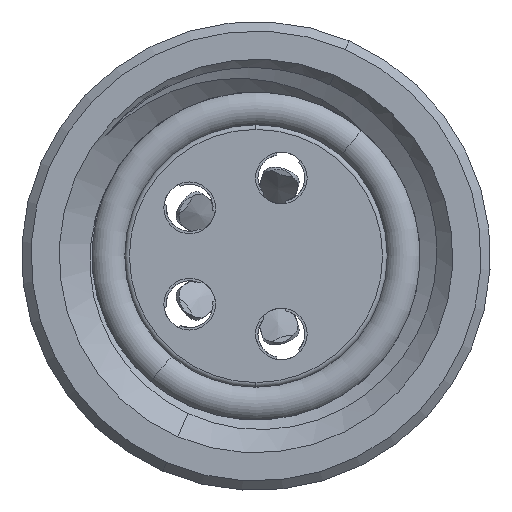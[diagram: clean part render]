
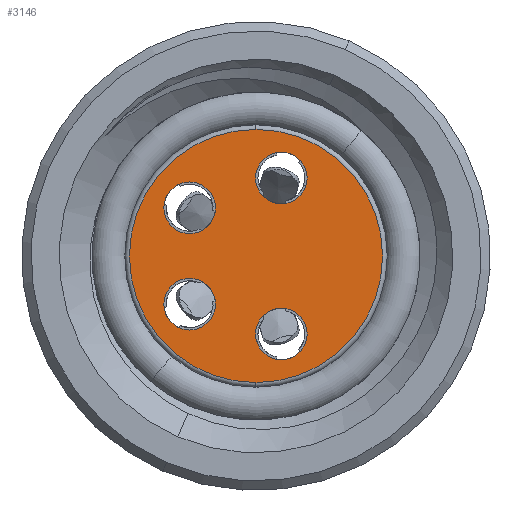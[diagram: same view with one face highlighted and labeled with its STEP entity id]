
A CAD part, left-side view. The second image highlights one B-rep face of the part: STEP entity #3146.
In plain terms, the highlighted planar face has unit normal (-1, 0, 0).
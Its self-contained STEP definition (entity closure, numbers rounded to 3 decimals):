
#86 = AXIS2_PLACEMENT_3D ( 'NONE', #2668, #922, #1457 ) ;
#97 = VERTEX_POINT ( 'NONE', #5473 ) ;
#124 = DIRECTION ( 'NONE',  ( 0., 0., 1. ) ) ;
#253 = CARTESIAN_POINT ( 'NONE',  ( -6., 1.416, 1.579 ) ) ;
#256 = DIRECTION ( 'NONE',  ( -1., 0., 0. ) ) ;
#313 = DIRECTION ( 'NONE',  ( 0., 0., 1. ) ) ;
#339 = DIRECTION ( 'NONE',  ( -1., 0., 0. ) ) ;
#348 = AXIS2_PLACEMENT_3D ( 'NONE', #5190, #1309, #2608 ) ;
#452 = DIRECTION ( 'NONE',  ( -1., 0., 0. ) ) ;
#519 = CARTESIAN_POINT ( 'NONE',  ( -6., 1.416, -1.029 ) ) ;
#529 = AXIS2_PLACEMENT_3D ( 'NONE', #1845, #2204, #3859 ) ;
#627 = ORIENTED_EDGE ( 'NONE', *, *, #5214, .F. ) ;
#661 = EDGE_CURVE ( 'NONE', #5258, #1475, #675, .T. ) ;
#675 = CIRCLE ( 'NONE', #1671, 0.55 ) ;
#693 = VERTEX_POINT ( 'NONE', #3171 ) ;
#787 = AXIS2_PLACEMENT_3D ( 'NONE', #519, #915, #124 ) ;
#821 = ORIENTED_EDGE ( 'NONE', *, *, #5381, .F. ) ;
#847 = CIRCLE ( 'NONE', #1479, 0.55 ) ;
#869 = CARTESIAN_POINT ( 'NONE',  ( -6., -0.541, -2.214 ) ) ;
#915 = DIRECTION ( 'NONE',  ( -1., 0., 0. ) ) ;
#922 = DIRECTION ( 'NONE',  ( -1., 0., 0. ) ) ;
#1009 = EDGE_LOOP ( 'NONE', ( #3264, #3123 ) ) ;
#1014 = VERTEX_POINT ( 'NONE', #5351 ) ;
#1042 = CARTESIAN_POINT ( 'NONE',  ( -6., -0.541, 1.664 ) ) ;
#1061 = CIRCLE ( 'NONE', #787, 0.55 ) ;
#1063 = FACE_BOUND ( 'NONE', #1009, .T. ) ;
#1197 = CARTESIAN_POINT ( 'NONE',  ( -6., -0.541, 1.114 ) ) ;
#1300 = ORIENTED_EDGE ( 'NONE', *, *, #4482, .F. ) ;
#1309 = DIRECTION ( 'NONE',  ( -1., 0., 0. ) ) ;
#1457 = DIRECTION ( 'NONE',  ( 0., 0., -1. ) ) ;
#1475 = VERTEX_POINT ( 'NONE', #1197 ) ;
#1479 = AXIS2_PLACEMENT_3D ( 'NONE', #1042, #4430, #2357 ) ;
#1521 = CIRCLE ( 'NONE', #348, 0.55 ) ;
#1611 = FACE_BOUND ( 'NONE', #3908, .T. ) ;
#1671 = AXIS2_PLACEMENT_3D ( 'NONE', #3648, #256, #313 ) ;
#1845 = CARTESIAN_POINT ( 'NONE',  ( -6., 1.416, -1.029 ) ) ;
#1979 = EDGE_LOOP ( 'NONE', ( #4773, #3923 ) ) ;
#2027 = DIRECTION ( 'NONE',  ( 0., 0., 1. ) ) ;
#2046 = DIRECTION ( 'NONE',  ( 0., 0., -1. ) ) ;
#2075 = CARTESIAN_POINT ( 'NONE',  ( -6., 0., 0. ) ) ;
#2155 = VERTEX_POINT ( 'NONE', #253 ) ;
#2180 = VERTEX_POINT ( 'NONE', #2728 ) ;
#2204 = DIRECTION ( 'NONE',  ( -1., 0., 0. ) ) ;
#2206 = EDGE_LOOP ( 'NONE', ( #1300, #3369 ) ) ;
#2316 = AXIS2_PLACEMENT_3D ( 'NONE', #3585, #4505, #4874 ) ;
#2323 = CIRCLE ( 'NONE', #86, 2.7 ) ;
#2357 = DIRECTION ( 'NONE',  ( 0., 0., 1. ) ) ;
#2363 = VERTEX_POINT ( 'NONE', #869 ) ;
#2406 = AXIS2_PLACEMENT_3D ( 'NONE', #5360, #4543, #2027 ) ;
#2491 = CIRCLE ( 'NONE', #3629, 2.7 ) ;
#2575 = EDGE_CURVE ( 'NONE', #2363, #693, #3259, .T. ) ;
#2608 = DIRECTION ( 'NONE',  ( 0., 0., 1. ) ) ;
#2644 = DIRECTION ( 'NONE',  ( -1., 0., 0. ) ) ;
#2668 = CARTESIAN_POINT ( 'NONE',  ( -6., 0., 0. ) ) ;
#2721 = CARTESIAN_POINT ( 'NONE',  ( -6., 1.416, -0.479 ) ) ;
#2728 = CARTESIAN_POINT ( 'NONE',  ( -6., 0., 2.7 ) ) ;
#2847 = EDGE_LOOP ( 'NONE', ( #4122, #3047 ) ) ;
#3013 = CIRCLE ( 'NONE', #529, 0.55 ) ;
#3047 = ORIENTED_EDGE ( 'NONE', *, *, #4277, .F. ) ;
#3123 = ORIENTED_EDGE ( 'NONE', *, *, #5341, .F. ) ;
#3146 = ADVANCED_FACE ( 'NONE', ( #4957, #4478, #3167, #1063, #1611 ), #3249, .F. ) ;
#3167 = FACE_BOUND ( 'NONE', #2847, .T. ) ;
#3171 = CARTESIAN_POINT ( 'NONE',  ( -6., -0.541, -1.114 ) ) ;
#3193 = CIRCLE ( 'NONE', #2406, 0.55 ) ;
#3249 = PLANE ( 'NONE',  #2316 ) ;
#3259 = CIRCLE ( 'NONE', #4604, 0.55 ) ;
#3264 = ORIENTED_EDGE ( 'NONE', *, *, #4446, .F. ) ;
#3369 = ORIENTED_EDGE ( 'NONE', *, *, #2575, .F. ) ;
#3445 = CARTESIAN_POINT ( 'NONE',  ( -6., -0.541, -1.664 ) ) ;
#3463 = CIRCLE ( 'NONE', #4273, 0.55 ) ;
#3499 = DIRECTION ( 'NONE',  ( 0., 0., 1. ) ) ;
#3501 = DIRECTION ( 'NONE',  ( 0., 0., 1. ) ) ;
#3507 = VERTEX_POINT ( 'NONE', #4732 ) ;
#3536 = EDGE_CURVE ( 'NONE', #2180, #1014, #2323, .T. ) ;
#3585 = CARTESIAN_POINT ( 'NONE',  ( -6., 0., 0. ) ) ;
#3629 = AXIS2_PLACEMENT_3D ( 'NONE', #2075, #339, #2046 ) ;
#3648 = CARTESIAN_POINT ( 'NONE',  ( -6., -0.541, 1.664 ) ) ;
#3830 = VERTEX_POINT ( 'NONE', #2721 ) ;
#3859 = DIRECTION ( 'NONE',  ( 0., 0., 1. ) ) ;
#3890 = CARTESIAN_POINT ( 'NONE',  ( -6., -0.541, 2.214 ) ) ;
#3908 = EDGE_LOOP ( 'NONE', ( #627, #821 ) ) ;
#3923 = ORIENTED_EDGE ( 'NONE', *, *, #3536, .T. ) ;
#4122 = ORIENTED_EDGE ( 'NONE', *, *, #661, .F. ) ;
#4239 = CARTESIAN_POINT ( 'NONE',  ( -6., -0.541, -1.664 ) ) ;
#4273 = AXIS2_PLACEMENT_3D ( 'NONE', #4239, #452, #3501 ) ;
#4277 = EDGE_CURVE ( 'NONE', #1475, #5258, #847, .T. ) ;
#4430 = DIRECTION ( 'NONE',  ( -1., 0., 0. ) ) ;
#4446 = EDGE_CURVE ( 'NONE', #2155, #97, #3193, .T. ) ;
#4478 = FACE_BOUND ( 'NONE', #2206, .T. ) ;
#4482 = EDGE_CURVE ( 'NONE', #693, #2363, #3463, .T. ) ;
#4505 = DIRECTION ( 'NONE',  ( 1., 0., 0. ) ) ;
#4543 = DIRECTION ( 'NONE',  ( -1., 0., 0. ) ) ;
#4604 = AXIS2_PLACEMENT_3D ( 'NONE', #3445, #2644, #3499 ) ;
#4732 = CARTESIAN_POINT ( 'NONE',  ( -6., 1.416, -1.579 ) ) ;
#4773 = ORIENTED_EDGE ( 'NONE', *, *, #5460, .T. ) ;
#4874 = DIRECTION ( 'NONE',  ( 0., 0., -1. ) ) ;
#4957 = FACE_OUTER_BOUND ( 'NONE', #1979, .T. ) ;
#5190 = CARTESIAN_POINT ( 'NONE',  ( -6., 1.416, 1.029 ) ) ;
#5214 = EDGE_CURVE ( 'NONE', #3830, #3507, #3013, .T. ) ;
#5258 = VERTEX_POINT ( 'NONE', #3890 ) ;
#5341 = EDGE_CURVE ( 'NONE', #97, #2155, #1521, .T. ) ;
#5351 = CARTESIAN_POINT ( 'NONE',  ( -6., 0., -2.7 ) ) ;
#5360 = CARTESIAN_POINT ( 'NONE',  ( -6., 1.416, 1.029 ) ) ;
#5381 = EDGE_CURVE ( 'NONE', #3507, #3830, #1061, .T. ) ;
#5460 = EDGE_CURVE ( 'NONE', #1014, #2180, #2491, .T. ) ;
#5473 = CARTESIAN_POINT ( 'NONE',  ( -6., 1.416, 0.479 ) ) ;
